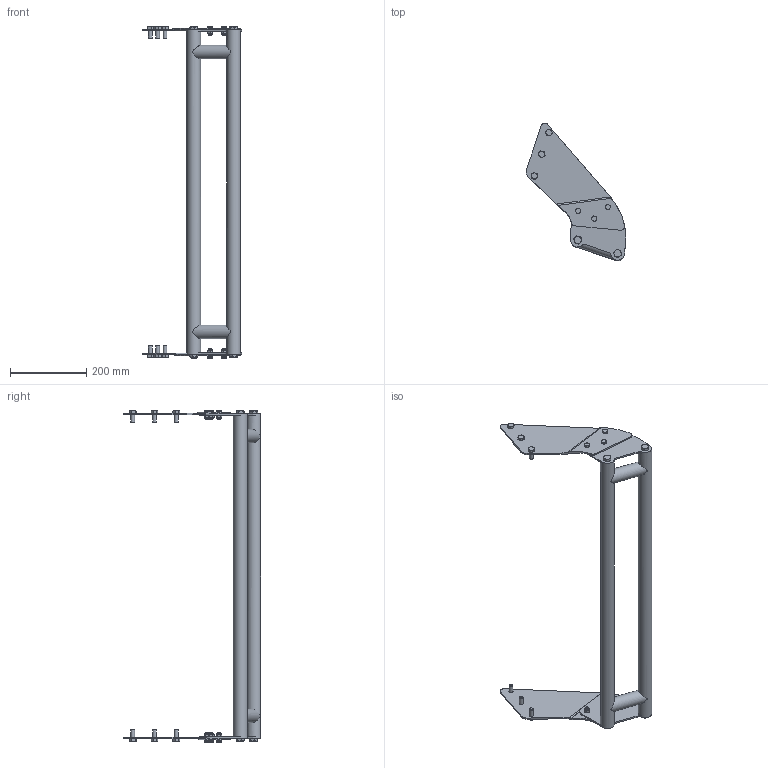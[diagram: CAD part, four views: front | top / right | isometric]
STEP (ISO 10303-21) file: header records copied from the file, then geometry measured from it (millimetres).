
FILE_DESCRIPTION(/* description */ ('Unknown'),/* implementation_level */ '2;1');
FILE_NAME(/* name */ '77-16975B-1',/* time_stamp */ '2018-07-02T15:31:45+02:00',/* author */ ('Unknown'),/* organization */ ('Unknown'),/* preprocessor_version */ 'ST-DEVELOPER v16.7',/* originating_system */ 'DEX',/* authorisation */ $);
FILE_SCHEMA (('AUTOMOTIVE_DESIGN {1 0 10303 214 3 1 1}'));
Length unit declared in the file: millimetre
Products named in the file (1): 77-16975B
Bounding box: 260.69 x 358.73 x 868.9 mm (x, y, z)
Volume: 2323392.1 mm3; surface area: 399840.4 mm2
Topology: 1 solids, 11 shells, 638 faces, 1516 edges, 888 vertices
Faces by surface type: plane 245, cone 180, cylinder 93, bspline 72, torus 48
Full cylindrical faces by diameter (mm): 7.805 x12, 8.16 x6, 9 x6, 10 x12, 11 x6, 11.63 x6, 12 x4, 13 x4, 14.63 x6, 35.8 x2, 36 x2
Entity records: 30134 total; most frequent: CARTESIAN_POINT 12977, ORIENTED_EDGE 2580, DIRECTION 2405, EDGE_CURVE 1290, AXIS2_PLACEMENT_3D 1055, VERTEX_POINT 838, EDGE_LOOP 828, FACE_BOUND 828
